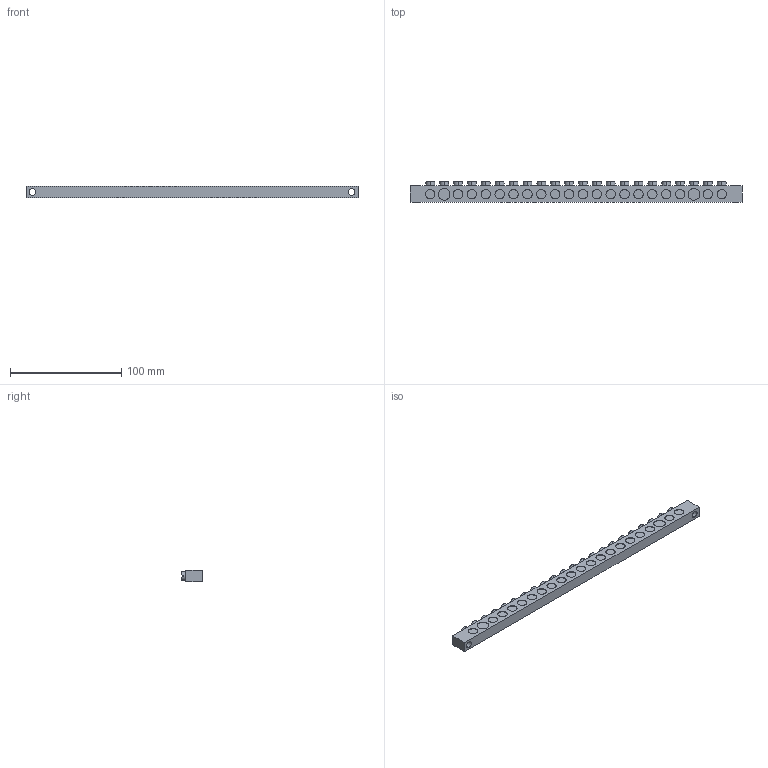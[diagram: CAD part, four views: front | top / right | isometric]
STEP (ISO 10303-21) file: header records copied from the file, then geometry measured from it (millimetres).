
FILE_DESCRIPTION (( 'STEP AP203' ), '1' );
FILE_NAME ('10x15mm - 22 Delikli Pano Topraklama Klemensi.STEP', '2019-01-08T07:52:05', ( '' ), ( '' ), 'SwSTEP 2.0', 'SolidWorks 2011', '' );
FILE_SCHEMA (( 'CONFIG_CONTROL_DESIGN' ));
Length unit declared in the file: millimetre
Products named in the file (1): 10x15mm - 22 Delikli Pano Topraklama Klemensi
Bounding box: 299 x 18.7 x 10 mm (x, y, z)
Volume: 45568.3 mm3; surface area: 19067.6 mm2
Topology: 1 solids, 1 shells, 480 faces, 1228 edges, 816 vertices
Faces by surface type: plane 336, cylinder 140, cone 4
Entity records: 14661 total; most frequent: CARTESIAN_POINT 2789, DIRECTION 2470, ORIENTED_EDGE 2456, EDGE_CURVE 1228, AXIS2_PLACEMENT_3D 849, VERTEX_POINT 816, VECTOR 772, LINE 772
